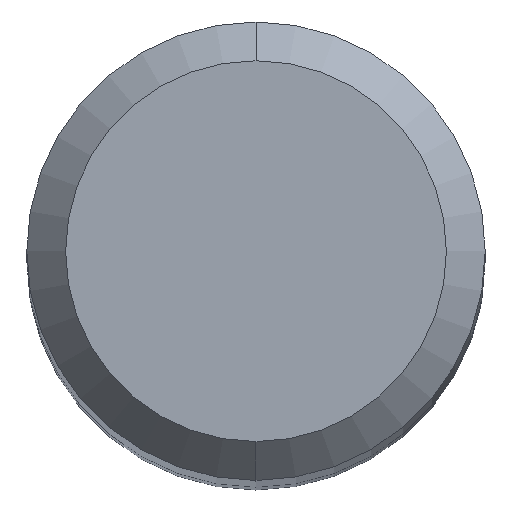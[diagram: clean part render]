
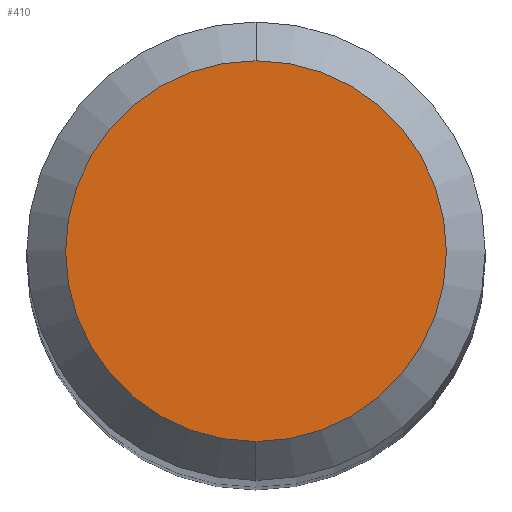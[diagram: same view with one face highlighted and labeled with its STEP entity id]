
A CAD part, top view. The second image highlights one B-rep face of the part: STEP entity #410.
In plain terms, the highlighted planar face has unit normal (0, 0, 1).
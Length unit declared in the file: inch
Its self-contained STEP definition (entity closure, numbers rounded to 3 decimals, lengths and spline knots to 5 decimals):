
#1 = VERTEX_POINT ( 'NONE', #164 ) ;
#2 = AXIS2_PLACEMENT_3D ( 'NONE', #168, #166, #261 ) ;
#79 = DIRECTION ( 'NONE',  ( 0., 1., 0. ) ) ;
#84 = EDGE_LOOP ( 'NONE', ( #400, #219 ) ) ;
#87 = PLANE ( 'NONE',  #242 ) ;
#134 = DIRECTION ( 'NONE',  ( 0., -1., 0. ) ) ;
#164 = CARTESIAN_POINT ( 'NONE',  ( 0., -0.0981, 0. ) ) ;
#166 = DIRECTION ( 'NONE',  ( 0., 0., 1. ) ) ;
#168 = CARTESIAN_POINT ( 'NONE',  ( 0., 0., 0. ) ) ;
#192 = CARTESIAN_POINT ( 'NONE',  ( 0., 0., 0. ) ) ;
#207 = CARTESIAN_POINT ( 'NONE',  ( 0., 0.0981, 0. ) ) ;
#208 = CIRCLE ( 'NONE', #2, 0.0981 ) ;
#219 = ORIENTED_EDGE ( 'NONE', *, *, #277, .T. ) ;
#235 = CARTESIAN_POINT ( 'NONE',  ( 0., 0.0981, 0. ) ) ;
#241 = AXIS2_PLACEMENT_3D ( 'NONE', #192, #323, #134 ) ;
#242 = AXIS2_PLACEMENT_3D ( 'NONE', #207, #267, #79 ) ;
#261 = DIRECTION ( 'NONE',  ( 0., -1., 0. ) ) ;
#267 = DIRECTION ( 'NONE',  ( 0., 0., -1. ) ) ;
#277 = EDGE_CURVE ( 'NONE', #1, #395, #208, .T. ) ;
#311 = CIRCLE ( 'NONE', #241, 0.0981 ) ;
#323 = DIRECTION ( 'NONE',  ( 0., 0., 1. ) ) ;
#330 = EDGE_CURVE ( 'NONE', #395, #1, #311, .T. ) ;
#373 = FACE_OUTER_BOUND ( 'NONE', #84, .T. ) ;
#395 = VERTEX_POINT ( 'NONE', #235 ) ;
#400 = ORIENTED_EDGE ( 'NONE', *, *, #330, .T. ) ;
#410 = ADVANCED_FACE ( 'NONE', ( #373 ), #87, .F. ) ;
